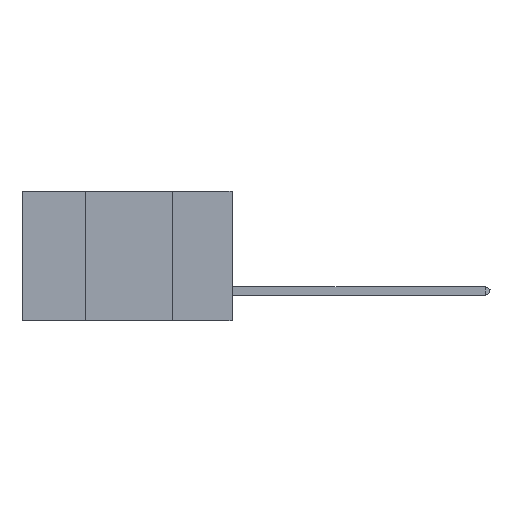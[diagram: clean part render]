
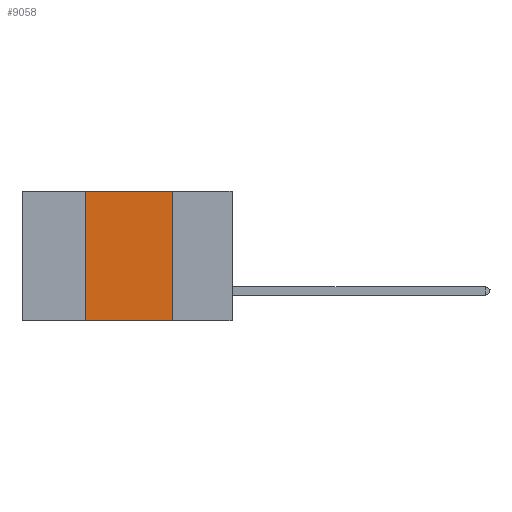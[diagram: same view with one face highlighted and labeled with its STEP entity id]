
A CAD part, left-side view. The second image highlights one B-rep face of the part: STEP entity #9058.
In plain terms, the highlighted planar face has unit normal (-1, 0, 0).
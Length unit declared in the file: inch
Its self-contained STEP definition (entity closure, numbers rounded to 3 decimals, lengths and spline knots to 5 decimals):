
#161 = LINE ( 'NONE', #2904, #12941 ) ;
#251 = CARTESIAN_POINT ( 'NONE',  ( 0., 0.42, 0. ) ) ;
#1159 = EDGE_CURVE ( 'NONE', #12271, #2389, #13082, .T. ) ;
#2389 = VERTEX_POINT ( 'NONE', #13527 ) ;
#2477 = ORIENTED_EDGE ( 'NONE', *, *, #1159, .F. ) ;
#2904 = CARTESIAN_POINT ( 'NONE',  ( 0., 0.6, 0. ) ) ;
#3404 = VERTEX_POINT ( 'NONE', #7997 ) ;
#4311 = DIRECTION ( 'NONE',  ( 0., 0., 1. ) ) ;
#4885 = VECTOR ( 'NONE', #15563, 39.37008 ) ;
#4911 = DIRECTION ( 'NONE',  ( 0., 0., -1. ) ) ;
#4968 = CARTESIAN_POINT ( 'NONE',  ( 0., 0.17, 0. ) ) ;
#5954 = DIRECTION ( 'NONE',  ( 1., 0., 0. ) ) ;
#7724 = CARTESIAN_POINT ( 'NONE',  ( 0., 0.17, 0. ) ) ;
#7997 = CARTESIAN_POINT ( 'NONE',  ( 0., 0.42, -0.37 ) ) ;
#8460 = VECTOR ( 'NONE', #4911, 39.37008 ) ;
#9058 = ADVANCED_FACE ( 'NONE', ( #16706 ), #10176, .F. ) ;
#9875 = VERTEX_POINT ( 'NONE', #14207 ) ;
#10176 = PLANE ( 'NONE',  #11557 ) ;
#10407 = EDGE_LOOP ( 'NONE', ( #2477, #15060, #16331, #13432 ) ) ;
#10490 = VECTOR ( 'NONE', #4311, 39.37008 ) ;
#10927 = LINE ( 'NONE', #14246, #4885 ) ;
#11536 = CARTESIAN_POINT ( 'NONE',  ( 0., 0.6, 0. ) ) ;
#11557 = AXIS2_PLACEMENT_3D ( 'NONE', #11536, #5954, #15270 ) ;
#12271 = VERTEX_POINT ( 'NONE', #7724 ) ;
#12876 = EDGE_CURVE ( 'NONE', #3404, #2389, #10927, .T. ) ;
#12879 = DIRECTION ( 'NONE',  ( 0., -1., 0. ) ) ;
#12941 = VECTOR ( 'NONE', #12879, 39.37008 ) ;
#13082 = LINE ( 'NONE', #4968, #8460 ) ;
#13432 = ORIENTED_EDGE ( 'NONE', *, *, #12876, .T. ) ;
#13527 = CARTESIAN_POINT ( 'NONE',  ( 0., 0.17, -0.37 ) ) ;
#13640 = EDGE_CURVE ( 'NONE', #3404, #9875, #15713, .T. ) ;
#14111 = EDGE_CURVE ( 'NONE', #9875, #12271, #161, .T. ) ;
#14207 = CARTESIAN_POINT ( 'NONE',  ( 0., 0.42, 0. ) ) ;
#14246 = CARTESIAN_POINT ( 'NONE',  ( 0., 0.6, -0.37 ) ) ;
#15060 = ORIENTED_EDGE ( 'NONE', *, *, #14111, .F. ) ;
#15270 = DIRECTION ( 'NONE',  ( 0., 0., -1. ) ) ;
#15563 = DIRECTION ( 'NONE',  ( 0., -1., 0. ) ) ;
#15713 = LINE ( 'NONE', #251, #10490 ) ;
#16331 = ORIENTED_EDGE ( 'NONE', *, *, #13640, .F. ) ;
#16706 = FACE_OUTER_BOUND ( 'NONE', #10407, .T. ) ;
